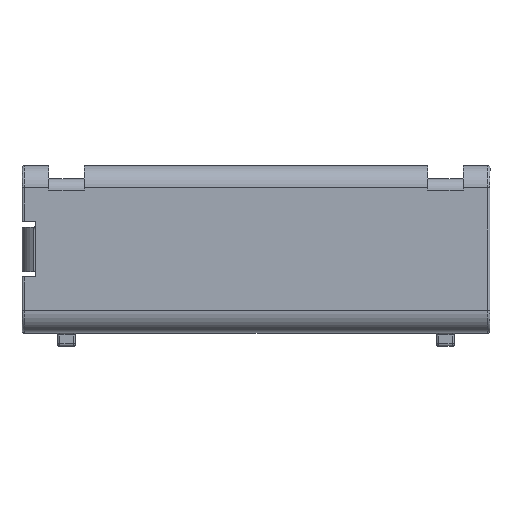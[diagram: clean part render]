
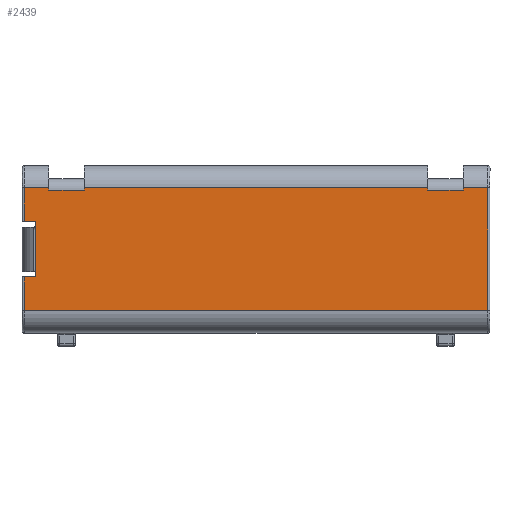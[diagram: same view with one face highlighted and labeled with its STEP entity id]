
A CAD part, top view. The second image highlights one B-rep face of the part: STEP entity #2439.
In plain terms, the highlighted planar face has unit normal (0, 0, 1).
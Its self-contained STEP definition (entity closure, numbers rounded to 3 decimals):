
#13 = DIRECTION ( 'NONE',  ( 0., 0., 1. ) ) ;
#31 = CARTESIAN_POINT ( 'NONE',  ( 19.55, 2.65, 10.5 ) ) ;
#39 = EDGE_CURVE ( 'NONE', #2540, #1275, #960, .T. ) ;
#73 = DIRECTION ( 'NONE',  ( 0., -1., 0. ) ) ;
#121 = LINE ( 'NONE', #3308, #175 ) ;
#132 = CARTESIAN_POINT ( 'NONE',  ( 10.065, 2.75, 10.5 ) ) ;
#161 = EDGE_CURVE ( 'NONE', #505, #2576, #3106, .T. ) ;
#175 = VECTOR ( 'NONE', #996, 1000. ) ;
#315 = EDGE_CURVE ( 'NONE', #2888, #2540, #3658, .T. ) ;
#348 = ORIENTED_EDGE ( 'NONE', *, *, #1116, .T. ) ;
#359 = VECTOR ( 'NONE', #3706, 1000. ) ;
#389 = CARTESIAN_POINT ( 'NONE',  ( 20.65, 2.75, 10.5 ) ) ;
#420 = EDGE_CURVE ( 'NONE', #2096, #2331, #3773, .T. ) ;
#435 = EDGE_LOOP ( 'NONE', ( #1616, #3563, #907, #2003, #348, #1769, #2890, #1076, #2485, #1552, #1639, #3059, #3231, #1016, #1462, #2389 ) ) ;
#505 = VERTEX_POINT ( 'NONE', #1747 ) ;
#520 = CARTESIAN_POINT ( 'NONE',  ( -0.25, 1.25, 10.5 ) ) ;
#542 = CARTESIAN_POINT ( 'NONE',  ( -0.15, 2.75, 10.5 ) ) ;
#583 = CARTESIAN_POINT ( 'NONE',  ( 2.55, 4.35, 10.5 ) ) ;
#588 = DIRECTION ( 'NONE',  ( 0., 1., 0. ) ) ;
#589 = VECTOR ( 'NONE', #2975, 1000. ) ;
#619 = FACE_OUTER_BOUND ( 'NONE', #435, .T. ) ;
#647 = EDGE_CURVE ( 'NONE', #2449, #2576, #1490, .T. ) ;
#667 = VECTOR ( 'NONE', #2125, 1000. ) ;
#675 = CARTESIAN_POINT ( 'NONE',  ( 0.35, 1.25, 10.5 ) ) ;
#700 = DIRECTION ( 'NONE',  ( 0., 1., 0. ) ) ;
#710 = VERTEX_POINT ( 'NONE', #3750 ) ;
#732 = VECTOR ( 'NONE', #1690, 1000. ) ;
#736 = LINE ( 'NONE', #1327, #2864 ) ;
#745 = DIRECTION ( 'NONE',  ( 1., 0., 0. ) ) ;
#825 = LINE ( 'NONE', #583, #1706 ) ;
#850 = VECTOR ( 'NONE', #73, 1000. ) ;
#870 = CARTESIAN_POINT ( 'NONE',  ( -0.15, -1.25, 10.5 ) ) ;
#894 = VERTEX_POINT ( 'NONE', #2912 ) ;
#907 = ORIENTED_EDGE ( 'NONE', *, *, #39, .T. ) ;
#922 = LINE ( 'NONE', #389, #589 ) ;
#960 = LINE ( 'NONE', #1599, #2704 ) ;
#970 = CARTESIAN_POINT ( 'NONE',  ( 0.95, 3.15, 10.5 ) ) ;
#996 = DIRECTION ( 'NONE',  ( 0., -1., 0. ) ) ;
#1016 = ORIENTED_EDGE ( 'NONE', *, *, #1022, .T. ) ;
#1018 = AXIS2_PLACEMENT_3D ( 'NONE', #3236, #13, #3630 ) ;
#1022 = EDGE_CURVE ( 'NONE', #2331, #2526, #2754, .T. ) ;
#1076 = ORIENTED_EDGE ( 'NONE', *, *, #647, .F. ) ;
#1094 = LINE ( 'NONE', #520, #1721 ) ;
#1116 = EDGE_CURVE ( 'NONE', #1471, #3355, #1094, .T. ) ;
#1179 = CARTESIAN_POINT ( 'NONE',  ( 0.95, 2.65, 10.5 ) ) ;
#1194 = CARTESIAN_POINT ( 'NONE',  ( 20.65, -2.75, 10.5 ) ) ;
#1275 = VERTEX_POINT ( 'NONE', #542 ) ;
#1295 = DIRECTION ( 'NONE',  ( -1., 0., 0. ) ) ;
#1321 = EDGE_CURVE ( 'NONE', #894, #2451, #922, .T. ) ;
#1327 = CARTESIAN_POINT ( 'NONE',  ( 10.065, 2.75, 10.5 ) ) ;
#1329 = VECTOR ( 'NONE', #588, 1000. ) ;
#1384 = CARTESIAN_POINT ( 'NONE',  ( 10.065, 2.65, 10.5 ) ) ;
#1412 = DIRECTION ( 'NONE',  ( -1., 0., 0. ) ) ;
#1420 = DIRECTION ( 'NONE',  ( 1., 0., 0. ) ) ;
#1462 = ORIENTED_EDGE ( 'NONE', *, *, #2295, .T. ) ;
#1471 = VERTEX_POINT ( 'NONE', #3683 ) ;
#1490 = LINE ( 'NONE', #3569, #667 ) ;
#1552 = ORIENTED_EDGE ( 'NONE', *, *, #1321, .F. ) ;
#1599 = CARTESIAN_POINT ( 'NONE',  ( 10.065, 2.75, 10.5 ) ) ;
#1610 = LINE ( 'NONE', #132, #2555 ) ;
#1616 = ORIENTED_EDGE ( 'NONE', *, *, #2351, .T. ) ;
#1639 = ORIENTED_EDGE ( 'NONE', *, *, #1893, .T. ) ;
#1690 = DIRECTION ( 'NONE',  ( -1., 0., 0. ) ) ;
#1706 = VECTOR ( 'NONE', #2660, 1000. ) ;
#1721 = VECTOR ( 'NONE', #745, 1000. ) ;
#1747 = CARTESIAN_POINT ( 'NONE',  ( 0.35, -1.25, 10.5 ) ) ;
#1769 = ORIENTED_EDGE ( 'NONE', *, *, #3720, .T. ) ;
#1810 = CARTESIAN_POINT ( 'NONE',  ( 17.95, 3.15, 10.5 ) ) ;
#1893 = EDGE_CURVE ( 'NONE', #894, #3141, #1610, .T. ) ;
#1909 = DIRECTION ( 'NONE',  ( -1., 0., 0. ) ) ;
#1947 = CARTESIAN_POINT ( 'NONE',  ( 10.065, 2.65, 10.5 ) ) ;
#1972 = CARTESIAN_POINT ( 'NONE',  ( 17.95, 2.75, 10.5 ) ) ;
#1974 = LINE ( 'NONE', #2617, #3055 ) ;
#2003 = ORIENTED_EDGE ( 'NONE', *, *, #2876, .F. ) ;
#2019 = VECTOR ( 'NONE', #700, 1000. ) ;
#2027 = CARTESIAN_POINT ( 'NONE',  ( -0.15, 2.75, 10.5 ) ) ;
#2096 = VERTEX_POINT ( 'NONE', #31 ) ;
#2125 = DIRECTION ( 'NONE',  ( 0., 1., 0. ) ) ;
#2171 = VERTEX_POINT ( 'NONE', #3095 ) ;
#2246 = CARTESIAN_POINT ( 'NONE',  ( 10.065, -1.25, 10.5 ) ) ;
#2295 = EDGE_CURVE ( 'NONE', #2526, #710, #736, .T. ) ;
#2331 = VERTEX_POINT ( 'NONE', #3386 ) ;
#2351 = EDGE_CURVE ( 'NONE', #2171, #2888, #3770, .T. ) ;
#2389 = ORIENTED_EDGE ( 'NONE', *, *, #3227, .T. ) ;
#2405 = CARTESIAN_POINT ( 'NONE',  ( 0.35, 1.25, 10.5 ) ) ;
#2439 = ADVANCED_FACE ( 'NONE', ( #619 ), #2964, .T. ) ;
#2449 = VERTEX_POINT ( 'NONE', #2930 ) ;
#2451 = VERTEX_POINT ( 'NONE', #1194 ) ;
#2485 = ORIENTED_EDGE ( 'NONE', *, *, #3584, .T. ) ;
#2526 = VERTEX_POINT ( 'NONE', #1972 ) ;
#2527 = CARTESIAN_POINT ( 'NONE',  ( 19.55, 2.75, 10.5 ) ) ;
#2540 = VERTEX_POINT ( 'NONE', #3143 ) ;
#2555 = VECTOR ( 'NONE', #1295, 1000. ) ;
#2576 = VERTEX_POINT ( 'NONE', #870 ) ;
#2617 = CARTESIAN_POINT ( 'NONE',  ( 10.065, -2.75, 10.5 ) ) ;
#2660 = DIRECTION ( 'NONE',  ( 0., -1., 0. ) ) ;
#2695 = DIRECTION ( 'NONE',  ( -1., 0., 0. ) ) ;
#2704 = VECTOR ( 'NONE', #2695, 1000. ) ;
#2754 = LINE ( 'NONE', #1810, #3675 ) ;
#2864 = VECTOR ( 'NONE', #1909, 1000. ) ;
#2876 = EDGE_CURVE ( 'NONE', #1471, #1275, #3490, .T. ) ;
#2888 = VERTEX_POINT ( 'NONE', #1179 ) ;
#2890 = ORIENTED_EDGE ( 'NONE', *, *, #161, .T. ) ;
#2912 = CARTESIAN_POINT ( 'NONE',  ( 20.65, 2.75, 10.5 ) ) ;
#2930 = CARTESIAN_POINT ( 'NONE',  ( -0.15, -2.75, 10.5 ) ) ;
#2957 = LINE ( 'NONE', #2405, #850 ) ;
#2964 = PLANE ( 'NONE',  #1018 ) ;
#2975 = DIRECTION ( 'NONE',  ( 0., -1., 0. ) ) ;
#3055 = VECTOR ( 'NONE', #1420, 1000. ) ;
#3059 = ORIENTED_EDGE ( 'NONE', *, *, #3329, .T. ) ;
#3095 = CARTESIAN_POINT ( 'NONE',  ( 2.55, 2.65, 10.5 ) ) ;
#3106 = LINE ( 'NONE', #2246, #732 ) ;
#3121 = VECTOR ( 'NONE', #1412, 1000. ) ;
#3141 = VERTEX_POINT ( 'NONE', #2527 ) ;
#3143 = CARTESIAN_POINT ( 'NONE',  ( 0.95, 2.75, 10.5 ) ) ;
#3227 = EDGE_CURVE ( 'NONE', #710, #2171, #825, .T. ) ;
#3231 = ORIENTED_EDGE ( 'NONE', *, *, #420, .T. ) ;
#3236 = CARTESIAN_POINT ( 'NONE',  ( 10.065, 0., 10.5 ) ) ;
#3308 = CARTESIAN_POINT ( 'NONE',  ( 19.55, 4.35, 10.5 ) ) ;
#3309 = DIRECTION ( 'NONE',  ( 0., 1., 0. ) ) ;
#3329 = EDGE_CURVE ( 'NONE', #3141, #2096, #121, .T. ) ;
#3355 = VERTEX_POINT ( 'NONE', #675 ) ;
#3386 = CARTESIAN_POINT ( 'NONE',  ( 17.95, 2.65, 10.5 ) ) ;
#3490 = LINE ( 'NONE', #2027, #1329 ) ;
#3563 = ORIENTED_EDGE ( 'NONE', *, *, #315, .T. ) ;
#3569 = CARTESIAN_POINT ( 'NONE',  ( -0.15, -1.25, 10.5 ) ) ;
#3584 = EDGE_CURVE ( 'NONE', #2449, #2451, #1974, .T. ) ;
#3630 = DIRECTION ( 'NONE',  ( 1., 0., 0. ) ) ;
#3658 = LINE ( 'NONE', #970, #2019 ) ;
#3675 = VECTOR ( 'NONE', #3309, 1000. ) ;
#3683 = CARTESIAN_POINT ( 'NONE',  ( -0.15, 1.25, 10.5 ) ) ;
#3706 = DIRECTION ( 'NONE',  ( -1., 0., 0. ) ) ;
#3720 = EDGE_CURVE ( 'NONE', #3355, #505, #2957, .T. ) ;
#3750 = CARTESIAN_POINT ( 'NONE',  ( 2.55, 2.75, 10.5 ) ) ;
#3770 = LINE ( 'NONE', #1384, #359 ) ;
#3773 = LINE ( 'NONE', #1947, #3121 ) ;
